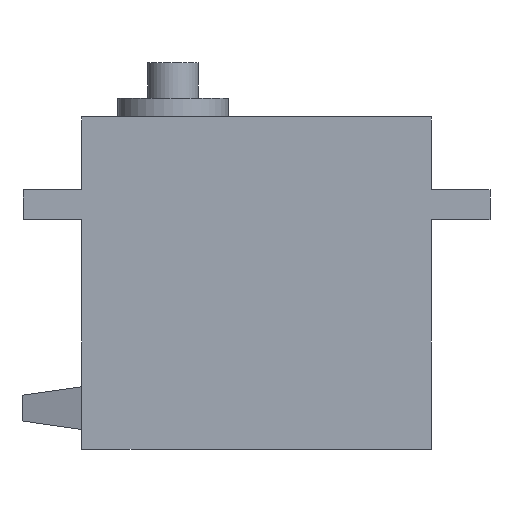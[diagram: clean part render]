
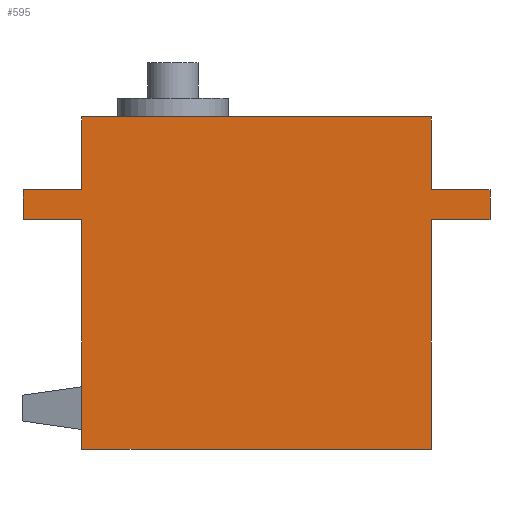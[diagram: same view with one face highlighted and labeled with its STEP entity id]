
A CAD part, front view. The second image highlights one B-rep face of the part: STEP entity #595.
In plain terms, the highlighted planar face has unit normal (0, -1, 0).
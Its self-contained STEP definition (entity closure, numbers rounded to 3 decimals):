
#51=PLANE('',#659);
#83=FACE_OUTER_BOUND('',#127,.T.);
#127=EDGE_LOOP('',(#543,#544,#545,#546,#547,#548,#549,#550,#551,#552,#553,
#554));
#148=LINE('',#886,#214);
#165=LINE('',#920,#231);
#166=LINE('',#923,#232);
#171=LINE('',#932,#237);
#172=LINE('',#935,#238);
#178=LINE('',#947,#244);
#180=LINE('',#953,#246);
#184=LINE('',#959,#250);
#185=LINE('',#961,#251);
#189=LINE('',#968,#255);
#192=LINE('',#975,#258);
#194=LINE('',#978,#260);
#214=VECTOR('',#734,10.);
#231=VECTOR('',#763,10.);
#232=VECTOR('',#766,10.);
#237=VECTOR('',#773,10.);
#238=VECTOR('',#776,10.);
#244=VECTOR('',#784,10.);
#246=VECTOR('',#788,10.);
#250=VECTOR('',#794,10.);
#251=VECTOR('',#797,10.);
#255=VECTOR('',#803,10.);
#258=VECTOR('',#810,10.);
#260=VECTOR('',#814,10.);
#293=VERTEX_POINT('',#882);
#295=VERTEX_POINT('',#885);
#306=VERTEX_POINT('',#918);
#307=VERTEX_POINT('',#922);
#310=VERTEX_POINT('',#930);
#311=VERTEX_POINT('',#934);
#314=VERTEX_POINT('',#941);
#316=VERTEX_POINT('',#945);
#317=VERTEX_POINT('',#949);
#319=VERTEX_POINT('',#952);
#322=VERTEX_POINT('',#966);
#324=VERTEX_POINT('',#974);
#356=EDGE_CURVE('',#295,#293,#148,.T.);
#373=EDGE_CURVE('',#306,#293,#165,.T.);
#374=EDGE_CURVE('',#307,#295,#166,.T.);
#379=EDGE_CURVE('',#306,#310,#171,.T.);
#380=EDGE_CURVE('',#311,#307,#172,.T.);
#386=EDGE_CURVE('',#314,#316,#178,.T.);
#388=EDGE_CURVE('',#319,#317,#180,.T.);
#392=EDGE_CURVE('',#319,#310,#184,.T.);
#393=EDGE_CURVE('',#316,#311,#185,.T.);
#397=EDGE_CURVE('',#322,#317,#189,.T.);
#400=EDGE_CURVE('',#324,#314,#192,.T.);
#402=EDGE_CURVE('',#322,#324,#194,.T.);
#543=ORIENTED_EDGE('',*,*,#400,.T.);
#544=ORIENTED_EDGE('',*,*,#386,.T.);
#545=ORIENTED_EDGE('',*,*,#393,.T.);
#546=ORIENTED_EDGE('',*,*,#380,.T.);
#547=ORIENTED_EDGE('',*,*,#374,.T.);
#548=ORIENTED_EDGE('',*,*,#356,.T.);
#549=ORIENTED_EDGE('',*,*,#373,.F.);
#550=ORIENTED_EDGE('',*,*,#379,.T.);
#551=ORIENTED_EDGE('',*,*,#392,.F.);
#552=ORIENTED_EDGE('',*,*,#388,.T.);
#553=ORIENTED_EDGE('',*,*,#397,.F.);
#554=ORIENTED_EDGE('',*,*,#402,.T.);
#595=ADVANCED_FACE('',(#83),#51,.T.);
#659=AXIS2_PLACEMENT_3D('',#977,#812,#813);
#734=DIRECTION('',(-1.,0.,0.));
#763=DIRECTION('',(0.,0.,1.));
#766=DIRECTION('',(0.,0.,1.));
#773=DIRECTION('',(-1.,0.,0.));
#776=DIRECTION('',(-1.,0.,0.));
#784=DIRECTION('',(1.,0.,0.));
#788=DIRECTION('',(1.,0.,0.));
#794=DIRECTION('',(0.,0.,1.));
#797=DIRECTION('',(0.,0.,1.));
#803=DIRECTION('',(0.,0.,1.));
#810=DIRECTION('',(0.,0.,1.));
#812=DIRECTION('center_axis',(0.,-1.,0.));
#813=DIRECTION('ref_axis',(1.,0.,0.));
#814=DIRECTION('',(1.,0.,0.));
#882=CARTESIAN_POINT('',(-25.,-19.444,38.8));
#885=CARTESIAN_POINT('',(15.8,-19.444,38.8));
#886=CARTESIAN_POINT('',(-25.,-19.444,38.8));
#918=CARTESIAN_POINT('',(-25.,-19.444,30.3));
#920=CARTESIAN_POINT('',(-25.,-19.444,30.3));
#922=CARTESIAN_POINT('',(15.8,-19.444,30.3));
#923=CARTESIAN_POINT('',(15.8,-19.444,30.3));
#930=CARTESIAN_POINT('',(-31.85,-19.444,30.3));
#932=CARTESIAN_POINT('',(-31.85,-19.444,30.3));
#934=CARTESIAN_POINT('',(22.65,-19.444,30.3));
#935=CARTESIAN_POINT('',(-31.85,-19.444,30.3));
#941=CARTESIAN_POINT('',(15.8,-19.444,26.8));
#945=CARTESIAN_POINT('',(22.65,-19.444,26.8));
#947=CARTESIAN_POINT('',(-31.85,-19.444,26.8));
#949=CARTESIAN_POINT('',(-25.,-19.444,26.8));
#952=CARTESIAN_POINT('',(-31.85,-19.444,26.8));
#953=CARTESIAN_POINT('',(-31.85,-19.444,26.8));
#959=CARTESIAN_POINT('',(-31.85,-19.444,26.8));
#961=CARTESIAN_POINT('',(22.65,-19.444,26.8));
#966=CARTESIAN_POINT('',(-25.,-19.444,0.));
#968=CARTESIAN_POINT('',(-25.,-19.444,0.));
#974=CARTESIAN_POINT('',(15.8,-19.444,0.));
#975=CARTESIAN_POINT('',(15.8,-19.444,0.));
#977=CARTESIAN_POINT('Origin',(-4.6,-19.444,0.));
#978=CARTESIAN_POINT('',(-25.,-19.444,0.));
